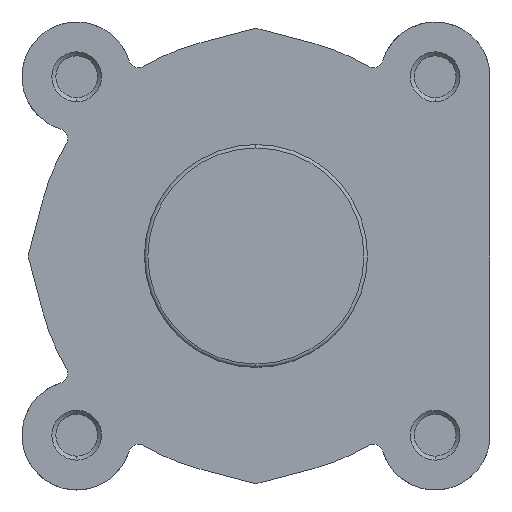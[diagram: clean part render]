
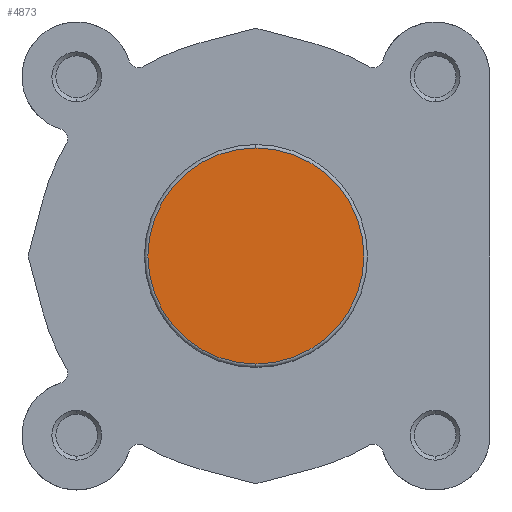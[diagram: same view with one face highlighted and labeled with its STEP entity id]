
A CAD part, left-side view. The second image highlights one B-rep face of the part: STEP entity #4873.
In plain terms, the highlighted planar face has unit normal (-1, 0, 0).
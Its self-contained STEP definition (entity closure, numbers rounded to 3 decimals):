
#159 = FACE_OUTER_BOUND ( 'NONE', #6309, .T. ) ;
#645 = CIRCLE ( 'NONE', #3111, 21.7 ) ;
#1108 = PLANE ( 'NONE',  #2906 ) ;
#1111 = CARTESIAN_POINT ( 'NONE',  ( 0., 22.4, 0. ) ) ;
#1122 = DIRECTION ( 'NONE',  ( 1., 0., 0. ) ) ;
#1123 = DIRECTION ( 'NONE',  ( 0., 0., -1. ) ) ;
#1742 = CARTESIAN_POINT ( 'NONE',  ( 0., 0., 0. ) ) ;
#1745 = DIRECTION ( 'NONE',  ( -1., 0., 0. ) ) ;
#1746 = DIRECTION ( 'NONE',  ( 0., 0., -1. ) ) ;
#2140 = VERTEX_POINT ( 'NONE', #2242 ) ;
#2143 = VERTEX_POINT ( 'NONE', #2344 ) ;
#2242 = CARTESIAN_POINT ( 'NONE',  ( 0., 0., 21.7 ) ) ;
#2344 = CARTESIAN_POINT ( 'NONE',  ( 0., 0., -21.7 ) ) ;
#2696 = AXIS2_PLACEMENT_3D ( 'NONE', #3445, #3446, #3447 ) ;
#2906 = AXIS2_PLACEMENT_3D ( 'NONE', #1111, #1122, #1123 ) ;
#3111 = AXIS2_PLACEMENT_3D ( 'NONE', #1742, #1745, #1746 ) ;
#3445 = CARTESIAN_POINT ( 'NONE',  ( 0., 0., 0. ) ) ;
#3446 = DIRECTION ( 'NONE',  ( -1., 0., 0. ) ) ;
#3447 = DIRECTION ( 'NONE',  ( 0., 0., -1. ) ) ;
#4502 = EDGE_CURVE ( 'NONE', #2143, #2140, #5637, .T. ) ;
#4873 = ADVANCED_FACE ( 'NONE', ( #159 ), #1108, .F. ) ;
#5637 = CIRCLE ( 'NONE', #2696, 21.7 ) ;
#6309 = EDGE_LOOP ( 'NONE', ( #6474, #6475 ) ) ;
#6474 = ORIENTED_EDGE ( 'NONE', *, *, #4502, .T. ) ;
#6475 = ORIENTED_EDGE ( 'NONE', *, *, #6491, .T. ) ;
#6491 = EDGE_CURVE ( 'NONE', #2140, #2143, #645, .T. ) ;
